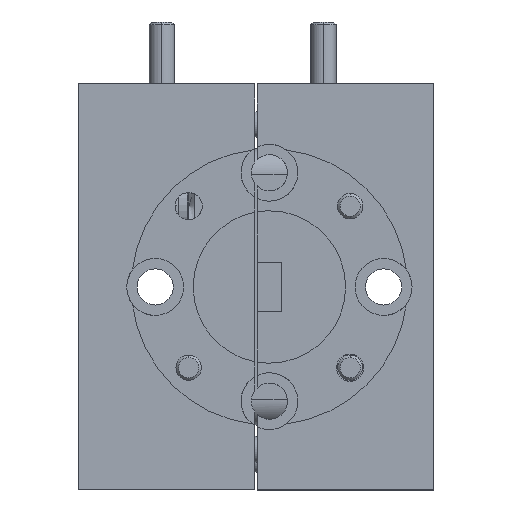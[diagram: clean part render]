
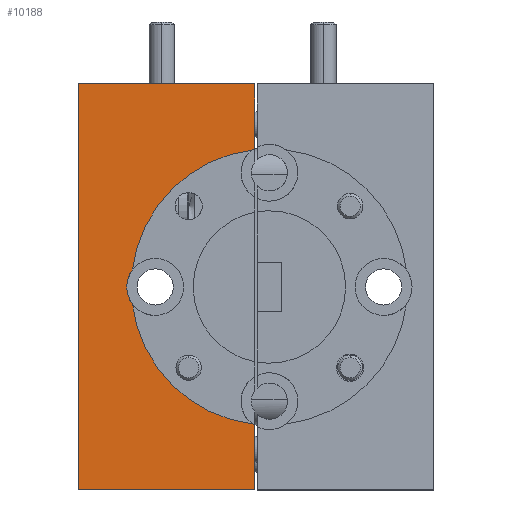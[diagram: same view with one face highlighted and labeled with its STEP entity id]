
A CAD part, left-side view. The second image highlights one B-rep face of the part: STEP entity #10188.
In plain terms, the highlighted planar face has unit normal (-1, 0, 0).
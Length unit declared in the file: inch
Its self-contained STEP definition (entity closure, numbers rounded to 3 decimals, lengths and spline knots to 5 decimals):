
#422 = CARTESIAN_POINT ( 'NONE',  ( -1.21883, 0.11378, -0.17748 ) ) ;
#766 = CARTESIAN_POINT ( 'NONE',  ( -1.21883, 0.11378, 0.6641 ) ) ;
#862 = LINE ( 'NONE', #1980, #4673 ) ;
#873 = DIRECTION ( 'NONE',  ( 0., 0., 1. ) ) ;
#1252 = EDGE_CURVE ( 'NONE', #1991, #3292, #7324, .T. ) ;
#1345 = CIRCLE ( 'NONE', #13227, 0.34 ) ;
#1599 = CARTESIAN_POINT ( 'NONE',  ( -1.21883, 0.11378, 0.50568 ) ) ;
#1606 = CARTESIAN_POINT ( 'NONE',  ( -1.21883, 0.54878, -0.3359 ) ) ;
#1717 = AXIS2_PLACEMENT_3D ( 'NONE', #7162, #9389, #11637 ) ;
#1732 = LINE ( 'NONE', #6203, #6100 ) ;
#1845 = CARTESIAN_POINT ( 'NONE',  ( -1.21883, 0.07828, -0.11715 ) ) ;
#1924 = CARTESIAN_POINT ( 'NONE',  ( -1.21883, 0.4157, 0.20587 ) ) ;
#1936 = VERTEX_POINT ( 'NONE', #6165 ) ;
#1980 = CARTESIAN_POINT ( 'NONE',  ( -1.21883, 0.54878, -0.3359 ) ) ;
#1991 = VERTEX_POINT ( 'NONE', #7972 ) ;
#2098 = EDGE_CURVE ( 'NONE', #2915, #14491, #862, .T. ) ;
#2219 = ORIENTED_EDGE ( 'NONE', *, *, #8711, .T. ) ;
#2266 = CARTESIAN_POINT ( 'NONE',  ( -1.21883, 0.07828, 0.1641 ) ) ;
#2508 = VECTOR ( 'NONE', #14372, 39.37008 ) ;
#2703 = DIRECTION ( 'NONE',  ( 0., 0., 1. ) ) ;
#2758 = EDGE_CURVE ( 'NONE', #6043, #2925, #7332, .T. ) ;
#2776 = CIRCLE ( 'NONE', #7286, 0.34 ) ;
#2915 = VERTEX_POINT ( 'NONE', #1606 ) ;
#2925 = VERTEX_POINT ( 'NONE', #422 ) ;
#3039 = DIRECTION ( 'NONE',  ( -1., 0., 0. ) ) ;
#3292 = VERTEX_POINT ( 'NONE', #9270 ) ;
#3807 = CARTESIAN_POINT ( 'NONE',  ( -1.21883, 0.11378, -0.3359 ) ) ;
#4105 = CIRCLE ( 'NONE', #1717, 0.07 ) ;
#4271 = CARTESIAN_POINT ( 'NONE',  ( -1.21883, 0.11378, 0.6641 ) ) ;
#4673 = VECTOR ( 'NONE', #12034, 39.37008 ) ;
#4735 = DIRECTION ( 'NONE',  ( -1., 0., 0. ) ) ;
#4881 = EDGE_CURVE ( 'NONE', #14491, #2925, #10892, .T. ) ;
#4965 = AXIS2_PLACEMENT_3D ( 'NONE', #1845, #3039, #873 ) ;
#5090 = DIRECTION ( 'NONE',  ( -1., 0., 0. ) ) ;
#5109 = EDGE_CURVE ( 'NONE', #10849, #14040, #4105, .T. ) ;
#5299 = ORIENTED_EDGE ( 'NONE', *, *, #7297, .F. ) ;
#5320 = DIRECTION ( 'NONE',  ( 0., 0., 1. ) ) ;
#5553 = CARTESIAN_POINT ( 'NONE',  ( -1.21883, 0.07828, 0.1641 ) ) ;
#6011 = ORIENTED_EDGE ( 'NONE', *, *, #8632, .F. ) ;
#6043 = VERTEX_POINT ( 'NONE', #12231 ) ;
#6100 = VECTOR ( 'NONE', #2703, 39.37008 ) ;
#6165 = CARTESIAN_POINT ( 'NONE',  ( -1.21883, 0.12004, 0.50152 ) ) ;
#6203 = CARTESIAN_POINT ( 'NONE',  ( -1.21883, 0.54878, 0.6641 ) ) ;
#6484 = ORIENTED_EDGE ( 'NONE', *, *, #1252, .F. ) ;
#6734 = CARTESIAN_POINT ( 'NONE',  ( -1.21883, 0.4157, 0.12233 ) ) ;
#7162 = CARTESIAN_POINT ( 'NONE',  ( -1.21883, 0.35953, 0.1641 ) ) ;
#7259 = EDGE_CURVE ( 'NONE', #1936, #10849, #1345, .T. ) ;
#7286 = AXIS2_PLACEMENT_3D ( 'NONE', #2266, #12542, #10301 ) ;
#7297 = EDGE_CURVE ( 'NONE', #14040, #6043, #2776, .T. ) ;
#7324 = LINE ( 'NONE', #14164, #13270 ) ;
#7332 = CIRCLE ( 'NONE', #4965, 0.07 ) ;
#7436 = DIRECTION ( 'NONE',  ( 0., 0., -1. ) ) ;
#7972 = CARTESIAN_POINT ( 'NONE',  ( -1.21883, 0.54878, 0.6641 ) ) ;
#7994 = DIRECTION ( 'NONE',  ( 0., 0., 1. ) ) ;
#8632 = EDGE_CURVE ( 'NONE', #2915, #1991, #1732, .T. ) ;
#8711 = EDGE_CURVE ( 'NONE', #9482, #3292, #10882, .T. ) ;
#8733 = AXIS2_PLACEMENT_3D ( 'NONE', #13026, #10788, #7436 ) ;
#8789 = ORIENTED_EDGE ( 'NONE', *, *, #5109, .F. ) ;
#9270 = CARTESIAN_POINT ( 'NONE',  ( -1.21883, 0.11378, 0.6641 ) ) ;
#9389 = DIRECTION ( 'NONE',  ( -1., 0., 0. ) ) ;
#9482 = VERTEX_POINT ( 'NONE', #1599 ) ;
#9524 = PLANE ( 'NONE',  #8733 ) ;
#10188 = ADVANCED_FACE ( 'NONE', ( #10649 ), #9524, .F. ) ;
#10301 = DIRECTION ( 'NONE',  ( 0., 0., 1. ) ) ;
#10343 = EDGE_CURVE ( 'NONE', #9482, #1936, #12309, .T. ) ;
#10649 = FACE_OUTER_BOUND ( 'NONE', #14144, .T. ) ;
#10788 = DIRECTION ( 'NONE',  ( 1., 0., 0. ) ) ;
#10849 = VERTEX_POINT ( 'NONE', #1924 ) ;
#10882 = LINE ( 'NONE', #4271, #2508 ) ;
#10888 = ORIENTED_EDGE ( 'NONE', *, *, #4881, .T. ) ;
#10892 = LINE ( 'NONE', #766, #12889 ) ;
#11102 = ORIENTED_EDGE ( 'NONE', *, *, #10343, .F. ) ;
#11116 = AXIS2_PLACEMENT_3D ( 'NONE', #11933, #5090, #13045 ) ;
#11637 = DIRECTION ( 'NONE',  ( 0., 0., 1. ) ) ;
#11816 = ORIENTED_EDGE ( 'NONE', *, *, #2758, .F. ) ;
#11933 = CARTESIAN_POINT ( 'NONE',  ( -1.21883, 0.07828, 0.44535 ) ) ;
#12034 = DIRECTION ( 'NONE',  ( 0., -1., 0. ) ) ;
#12231 = CARTESIAN_POINT ( 'NONE',  ( -1.21883, 0.12004, -0.17333 ) ) ;
#12309 = CIRCLE ( 'NONE', #11116, 0.07 ) ;
#12542 = DIRECTION ( 'NONE',  ( -1., 0., 0. ) ) ;
#12889 = VECTOR ( 'NONE', #5320, 39.37008 ) ;
#13026 = CARTESIAN_POINT ( 'NONE',  ( -1.21883, 0.54878, 0.6641 ) ) ;
#13045 = DIRECTION ( 'NONE',  ( 0., 0., 1. ) ) ;
#13127 = DIRECTION ( 'NONE',  ( 0., -1., 0. ) ) ;
#13227 = AXIS2_PLACEMENT_3D ( 'NONE', #5553, #4735, #7994 ) ;
#13270 = VECTOR ( 'NONE', #13127, 39.37008 ) ;
#13310 = ORIENTED_EDGE ( 'NONE', *, *, #7259, .F. ) ;
#14040 = VERTEX_POINT ( 'NONE', #6734 ) ;
#14144 = EDGE_LOOP ( 'NONE', ( #5299, #8789, #13310, #11102, #2219, #6484, #6011, #14478, #10888, #11816 ) ) ;
#14164 = CARTESIAN_POINT ( 'NONE',  ( -1.21883, 0.54878, 0.6641 ) ) ;
#14372 = DIRECTION ( 'NONE',  ( 0., 0., 1. ) ) ;
#14478 = ORIENTED_EDGE ( 'NONE', *, *, #2098, .T. ) ;
#14491 = VERTEX_POINT ( 'NONE', #3807 ) ;
